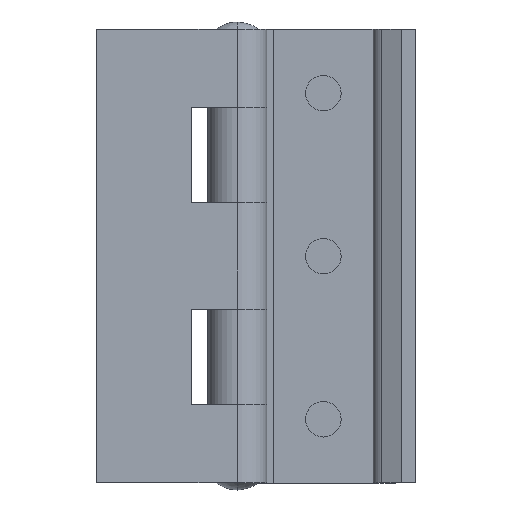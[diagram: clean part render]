
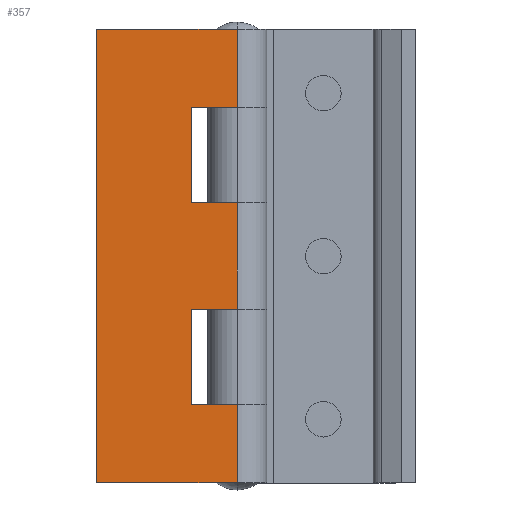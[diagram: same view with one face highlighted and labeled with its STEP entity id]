
A CAD part, top view. The second image highlights one B-rep face of the part: STEP entity #357.
In plain terms, the highlighted planar face has unit normal (0, 0, 1).
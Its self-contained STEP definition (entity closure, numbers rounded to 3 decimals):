
#35 = DIRECTION ( 'NONE',  ( 1., 0., 0. ) ) ;
#324 = VERTEX_POINT ( 'NONE', #1503 ) ;
#326 = EDGE_CURVE ( 'NONE', #324, #333, #1502, .T. ) ;
#333 = VERTEX_POINT ( 'NONE', #1548 ) ;
#335 = EDGE_CURVE ( 'NONE', #333, #336, #1547, .T. ) ;
#336 = VERTEX_POINT ( 'NONE', #1543 ) ;
#350 = VERTEX_POINT ( 'NONE', #1580 ) ;
#352 = EDGE_CURVE ( 'NONE', #350, #353, #1579, .T. ) ;
#353 = VERTEX_POINT ( 'NONE', #1575 ) ;
#357 = ADVANCED_FACE ( 'NONE', ( #1570 ), #1568, .F. ) ;
#358 = EDGE_LOOP ( 'NONE', ( #359, #360, #363, #366, #423, #426, #429, #432, #434, #410, #411, #412 ) ) ;
#359 = ORIENTED_EDGE ( 'NONE', *, *, #352, .F. ) ;
#360 = ORIENTED_EDGE ( 'NONE', *, *, #361, .F. ) ;
#361 = EDGE_CURVE ( 'NONE', #362, #350, #1563, .T. ) ;
#362 = VERTEX_POINT ( 'NONE', #1626 ) ;
#363 = ORIENTED_EDGE ( 'NONE', *, *, #364, .F. ) ;
#364 = EDGE_CURVE ( 'NONE', #365, #362, #1625, .T. ) ;
#365 = VERTEX_POINT ( 'NONE', #1621 ) ;
#366 = ORIENTED_EDGE ( 'NONE', *, *, #367, .F. ) ;
#367 = EDGE_CURVE ( 'NONE', #368, #365, #1620, .T. ) ;
#368 = VERTEX_POINT ( 'NONE', #1616 ) ;
#373 = EDGE_CURVE ( 'NONE', #393, #353, #1611, .T. ) ;
#393 = VERTEX_POINT ( 'NONE', #1644 ) ;
#410 = ORIENTED_EDGE ( 'NONE', *, *, #326, .F. ) ;
#411 = ORIENTED_EDGE ( 'NONE', *, *, #435, .T. ) ;
#412 = ORIENTED_EDGE ( 'NONE', *, *, #373, .T. ) ;
#423 = ORIENTED_EDGE ( 'NONE', *, *, #424, .F. ) ;
#424 = EDGE_CURVE ( 'NONE', #425, #368, #1666, .T. ) ;
#425 = VERTEX_POINT ( 'NONE', #1661 ) ;
#426 = ORIENTED_EDGE ( 'NONE', *, *, #427, .F. ) ;
#427 = EDGE_CURVE ( 'NONE', #428, #425, #1139, .T. ) ;
#428 = VERTEX_POINT ( 'NONE', #1726 ) ;
#429 = ORIENTED_EDGE ( 'NONE', *, *, #430, .F. ) ;
#430 = EDGE_CURVE ( 'NONE', #431, #428, #1725, .T. ) ;
#431 = VERTEX_POINT ( 'NONE', #1721 ) ;
#432 = ORIENTED_EDGE ( 'NONE', *, *, #433, .F. ) ;
#433 = EDGE_CURVE ( 'NONE', #336, #431, #1720, .T. ) ;
#434 = ORIENTED_EDGE ( 'NONE', *, *, #335, .F. ) ;
#435 = EDGE_CURVE ( 'NONE', #324, #393, #1716, .T. ) ;
#1138 = CARTESIAN_POINT ( 'NONE',  ( 4.15, 7.5, 4.15 ) ) ;
#1139 = LINE ( 'NONE', #1138, #1405 ) ;
#1405 = VECTOR ( 'NONE', #35, 1000. ) ;
#1500 = VECTOR ( 'NONE', #1560, 1000. ) ;
#1501 = CARTESIAN_POINT ( 'NONE',  ( -19.85, 32., 4.15 ) ) ;
#1502 = LINE ( 'NONE', #1501, #1500 ) ;
#1503 = CARTESIAN_POINT ( 'NONE',  ( -19.85, 32., 4.15 ) ) ;
#1543 = CARTESIAN_POINT ( 'NONE',  ( 0., 21., 4.15 ) ) ;
#1544 = DIRECTION ( 'NONE',  ( 0., -1., 0. ) ) ;
#1545 = VECTOR ( 'NONE', #1544, 1000. ) ;
#1546 = CARTESIAN_POINT ( 'NONE',  ( 0., 32., 4.15 ) ) ;
#1547 = LINE ( 'NONE', #1546, #1545 ) ;
#1548 = CARTESIAN_POINT ( 'NONE',  ( 0., 32., 4.15 ) ) ;
#1560 = DIRECTION ( 'NONE',  ( 1., 0., 0. ) ) ;
#1561 = DIRECTION ( 'NONE',  ( 1., 0., 0. ) ) ;
#1562 = CARTESIAN_POINT ( 'NONE',  ( 4.15, -21., 4.15 ) ) ;
#1563 = LINE ( 'NONE', #1562, #1627 ) ;
#1564 = DIRECTION ( 'NONE',  ( -1., 0., 0. ) ) ;
#1565 = DIRECTION ( 'NONE',  ( 0., 0., -1. ) ) ;
#1566 = CARTESIAN_POINT ( 'NONE',  ( -19.85, 32., 4.15 ) ) ;
#1567 = AXIS2_PLACEMENT_3D ( 'NONE', #1566, #1565, #1564 ) ;
#1568 = PLANE ( 'NONE',  #1567 ) ;
#1570 = FACE_OUTER_BOUND ( 'NONE', #358, .T. ) ;
#1575 = CARTESIAN_POINT ( 'NONE',  ( 0., -32., 4.15 ) ) ;
#1576 = DIRECTION ( 'NONE',  ( 0., -1., 0. ) ) ;
#1577 = VECTOR ( 'NONE', #1576, 1000. ) ;
#1578 = CARTESIAN_POINT ( 'NONE',  ( 0., 32., 4.15 ) ) ;
#1579 = LINE ( 'NONE', #1578, #1577 ) ;
#1580 = CARTESIAN_POINT ( 'NONE',  ( 0., -21., 4.15 ) ) ;
#1608 = DIRECTION ( 'NONE',  ( 1., 0., 0. ) ) ;
#1609 = VECTOR ( 'NONE', #1608, 1000. ) ;
#1610 = CARTESIAN_POINT ( 'NONE',  ( -19.85, -32., 4.15 ) ) ;
#1611 = LINE ( 'NONE', #1610, #1609 ) ;
#1616 = CARTESIAN_POINT ( 'NONE',  ( 0., -7.5, 4.15 ) ) ;
#1617 = DIRECTION ( 'NONE',  ( -1., 0., 0. ) ) ;
#1618 = VECTOR ( 'NONE', #1617, 1000. ) ;
#1619 = CARTESIAN_POINT ( 'NONE',  ( 4.15, -7.5, 4.15 ) ) ;
#1620 = LINE ( 'NONE', #1619, #1618 ) ;
#1621 = CARTESIAN_POINT ( 'NONE',  ( -6.4, -7.5, 4.15 ) ) ;
#1622 = DIRECTION ( 'NONE',  ( 0., -1., 0. ) ) ;
#1623 = VECTOR ( 'NONE', #1622, 1000. ) ;
#1624 = CARTESIAN_POINT ( 'NONE',  ( -6.4, -7.5, 4.15 ) ) ;
#1625 = LINE ( 'NONE', #1624, #1623 ) ;
#1626 = CARTESIAN_POINT ( 'NONE',  ( -6.4, -21., 4.15 ) ) ;
#1627 = VECTOR ( 'NONE', #1561, 1000. ) ;
#1644 = CARTESIAN_POINT ( 'NONE',  ( -19.85, -32., 4.15 ) ) ;
#1661 = CARTESIAN_POINT ( 'NONE',  ( 0., 7.5, 4.15 ) ) ;
#1662 = DIRECTION ( 'NONE',  ( 0., -1., 0. ) ) ;
#1663 = VECTOR ( 'NONE', #1662, 1000. ) ;
#1664 = CARTESIAN_POINT ( 'NONE',  ( 0., 32., 4.15 ) ) ;
#1666 = LINE ( 'NONE', #1664, #1663 ) ;
#1713 = DIRECTION ( 'NONE',  ( 0., -1., 0. ) ) ;
#1714 = VECTOR ( 'NONE', #1713, 1000. ) ;
#1715 = CARTESIAN_POINT ( 'NONE',  ( -19.85, 32., 4.15 ) ) ;
#1716 = LINE ( 'NONE', #1715, #1714 ) ;
#1717 = DIRECTION ( 'NONE',  ( -1., 0., 0. ) ) ;
#1718 = VECTOR ( 'NONE', #1717, 1000. ) ;
#1719 = CARTESIAN_POINT ( 'NONE',  ( 4.15, 21., 4.15 ) ) ;
#1720 = LINE ( 'NONE', #1719, #1718 ) ;
#1721 = CARTESIAN_POINT ( 'NONE',  ( -6.4, 21., 4.15 ) ) ;
#1722 = DIRECTION ( 'NONE',  ( 0., -1., 0. ) ) ;
#1723 = VECTOR ( 'NONE', #1722, 1000. ) ;
#1724 = CARTESIAN_POINT ( 'NONE',  ( -6.4, 21., 4.15 ) ) ;
#1725 = LINE ( 'NONE', #1724, #1723 ) ;
#1726 = CARTESIAN_POINT ( 'NONE',  ( -6.4, 7.5, 4.15 ) ) ;
